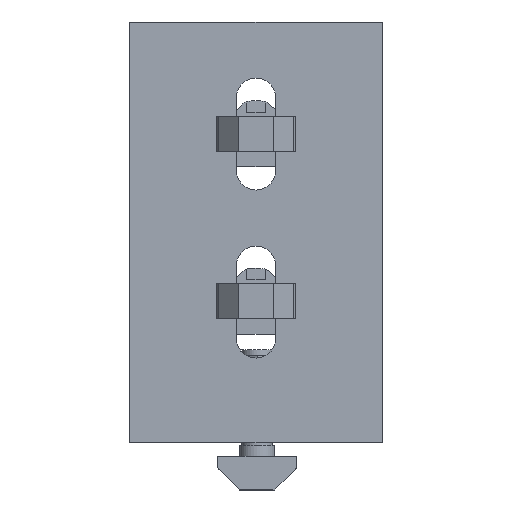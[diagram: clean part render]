
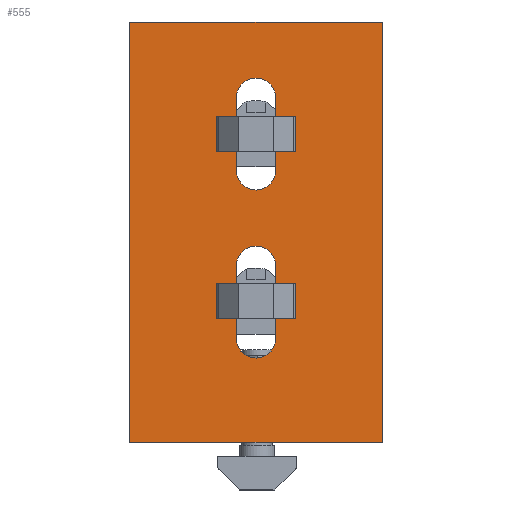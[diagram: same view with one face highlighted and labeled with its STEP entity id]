
A CAD part, front view. The second image highlights one B-rep face of the part: STEP entity #555.
In plain terms, the highlighted planar face has unit normal (0, -1, 0).
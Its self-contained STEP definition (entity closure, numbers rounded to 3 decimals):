
#6 = EDGE_CURVE ( 'NONE', #229, #2637, #2832, .T. ) ;
#19 = CARTESIAN_POINT ( 'NONE',  ( -45., 0., 0. ) ) ;
#23 = DIRECTION ( 'NONE',  ( 0., 0., -1. ) ) ;
#45 = DIRECTION ( 'NONE',  ( 0., 1., 0. ) ) ;
#56 = VERTEX_POINT ( 'NONE', #1679 ) ;
#87 = EDGE_CURVE ( 'NONE', #576, #1083, #97, .T. ) ;
#97 = CIRCLE ( 'NONE', #451, 7. ) ;
#133 = ORIENTED_EDGE ( 'NONE', *, *, #2663, .T. ) ;
#135 = EDGE_CURVE ( 'NONE', #776, #992, #894, .T. ) ;
#139 = EDGE_CURVE ( 'NONE', #261, #1539, #1500, .T. ) ;
#154 = CARTESIAN_POINT ( 'NONE',  ( 0., 0., 63. ) ) ;
#171 = CIRCLE ( 'NONE', #1724, 7. ) ;
#227 = CARTESIAN_POINT ( 'NONE',  ( -7., 0., 97. ) ) ;
#228 = VERTEX_POINT ( 'NONE', #1019 ) ;
#229 = VERTEX_POINT ( 'NONE', #2128 ) ;
#234 = VERTEX_POINT ( 'NONE', #2106 ) ;
#261 = VERTEX_POINT ( 'NONE', #1919 ) ;
#272 = DIRECTION ( 'NONE',  ( 0., 0., -1. ) ) ;
#321 = VECTOR ( 'NONE', #769, 1000. ) ;
#353 = CARTESIAN_POINT ( 'NONE',  ( 45., 0., 150. ) ) ;
#383 = CARTESIAN_POINT ( 'NONE',  ( -7., 0., 123. ) ) ;
#391 = ORIENTED_EDGE ( 'NONE', *, *, #139, .T. ) ;
#413 = DIRECTION ( 'NONE',  ( 0., 1., 0. ) ) ;
#451 = AXIS2_PLACEMENT_3D ( 'NONE', #1935, #1230, #2552 ) ;
#457 = LINE ( 'NONE', #2715, #1200 ) ;
#498 = ORIENTED_EDGE ( 'NONE', *, *, #2270, .T. ) ;
#502 = CARTESIAN_POINT ( 'NONE',  ( 7., 0., 123. ) ) ;
#526 = LINE ( 'NONE', #502, #2908 ) ;
#533 = CIRCLE ( 'NONE', #1804, 7. ) ;
#555 = ADVANCED_FACE ( 'NONE', ( #807, #2600, #2396 ), #2178, .T. ) ;
#576 = VERTEX_POINT ( 'NONE', #1017 ) ;
#584 = VECTOR ( 'NONE', #2257, 1000. ) ;
#616 = ORIENTED_EDGE ( 'NONE', *, *, #2484, .F. ) ;
#677 = CARTESIAN_POINT ( 'NONE',  ( 0., 0., 123. ) ) ;
#687 = CARTESIAN_POINT ( 'NONE',  ( 0., 0., 37. ) ) ;
#703 = CARTESIAN_POINT ( 'NONE',  ( 0., 0., 37. ) ) ;
#706 = ORIENTED_EDGE ( 'NONE', *, *, #2522, .T. ) ;
#769 = DIRECTION ( 'NONE',  ( 0., 0., 1. ) ) ;
#776 = VERTEX_POINT ( 'NONE', #353 ) ;
#807 = FACE_BOUND ( 'NONE', #979, .T. ) ;
#853 = CARTESIAN_POINT ( 'NONE',  ( 0., 0., 30. ) ) ;
#878 = EDGE_LOOP ( 'NONE', ( #1980, #1103, #616, #133 ) ) ;
#891 = LINE ( 'NONE', #2709, #1520 ) ;
#893 = CARTESIAN_POINT ( 'NONE',  ( -7., 0., 97. ) ) ;
#894 = LINE ( 'NONE', #2711, #2122 ) ;
#898 = DIRECTION ( 'NONE',  ( 0., 0., -1. ) ) ;
#900 = EDGE_CURVE ( 'NONE', #1340, #261, #457, .T. ) ;
#910 = EDGE_CURVE ( 'NONE', #2625, #228, #533, .T. ) ;
#978 = CARTESIAN_POINT ( 'NONE',  ( -45., 0., 0. ) ) ;
#979 = EDGE_LOOP ( 'NONE', ( #2494, #1532, #1307, #391, #2017 ) ) ;
#987 = DIRECTION ( 'NONE',  ( 0., 0., -1. ) ) ;
#992 = VERTEX_POINT ( 'NONE', #2283 ) ;
#1000 = DIRECTION ( 'NONE',  ( 0., 0., 1. ) ) ;
#1017 = CARTESIAN_POINT ( 'NONE',  ( 0., 0., 90. ) ) ;
#1019 = CARTESIAN_POINT ( 'NONE',  ( 7., 0., 123. ) ) ;
#1065 = DIRECTION ( 'NONE',  ( 0., 0., -1. ) ) ;
#1083 = VERTEX_POINT ( 'NONE', #893 ) ;
#1103 = ORIENTED_EDGE ( 'NONE', *, *, #2703, .T. ) ;
#1110 = EDGE_CURVE ( 'NONE', #234, #576, #171, .T. ) ;
#1126 = EDGE_CURVE ( 'NONE', #1539, #229, #1956, .T. ) ;
#1132 = DIRECTION ( 'NONE',  ( 0., 0., 1. ) ) ;
#1200 = VECTOR ( 'NONE', #898, 1000. ) ;
#1203 = AXIS2_PLACEMENT_3D ( 'NONE', #154, #1918, #1065 ) ;
#1230 = DIRECTION ( 'NONE',  ( 0., 1., 0. ) ) ;
#1242 = EDGE_LOOP ( 'NONE', ( #498, #1618, #706, #1706, #1730 ) ) ;
#1307 = ORIENTED_EDGE ( 'NONE', *, *, #900, .T. ) ;
#1340 = VERTEX_POINT ( 'NONE', #1712 ) ;
#1350 = DIRECTION ( 'NONE',  ( 0., 0., -1. ) ) ;
#1364 = DIRECTION ( 'NONE',  ( 0., 1., 0. ) ) ;
#1378 = EDGE_CURVE ( 'NONE', #2637, #1340, #2868, .T. ) ;
#1401 = DIRECTION ( 'NONE',  ( 0., 0., -1. ) ) ;
#1500 = CIRCLE ( 'NONE', #2213, 7. ) ;
#1520 = VECTOR ( 'NONE', #1581, 1000. ) ;
#1532 = ORIENTED_EDGE ( 'NONE', *, *, #1378, .T. ) ;
#1539 = VERTEX_POINT ( 'NONE', #853 ) ;
#1559 = AXIS2_PLACEMENT_3D ( 'NONE', #1575, #2452, #2896 ) ;
#1575 = CARTESIAN_POINT ( 'NONE',  ( 45., 0., 150. ) ) ;
#1581 = DIRECTION ( 'NONE',  ( -1., 0., 0. ) ) ;
#1618 = ORIENTED_EDGE ( 'NONE', *, *, #910, .T. ) ;
#1679 = CARTESIAN_POINT ( 'NONE',  ( -45., 0., 150. ) ) ;
#1706 = ORIENTED_EDGE ( 'NONE', *, *, #1110, .T. ) ;
#1712 = CARTESIAN_POINT ( 'NONE',  ( 7., 0., 63. ) ) ;
#1713 = CARTESIAN_POINT ( 'NONE',  ( -7., 0., 63. ) ) ;
#1724 = AXIS2_PLACEMENT_3D ( 'NONE', #2018, #2490, #1350 ) ;
#1730 = ORIENTED_EDGE ( 'NONE', *, *, #87, .T. ) ;
#1794 = LINE ( 'NONE', #227, #1994 ) ;
#1804 = AXIS2_PLACEMENT_3D ( 'NONE', #677, #45, #1833 ) ;
#1809 = LINE ( 'NONE', #19, #584 ) ;
#1833 = DIRECTION ( 'NONE',  ( 0., 0., -1. ) ) ;
#1918 = DIRECTION ( 'NONE',  ( 0., 1., 0. ) ) ;
#1919 = CARTESIAN_POINT ( 'NONE',  ( 7., 0., 37. ) ) ;
#1935 = CARTESIAN_POINT ( 'NONE',  ( 0., 0., 97. ) ) ;
#1956 = CIRCLE ( 'NONE', #2103, 7. ) ;
#1980 = ORIENTED_EDGE ( 'NONE', *, *, #135, .F. ) ;
#1994 = VECTOR ( 'NONE', #1132, 1000. ) ;
#1997 = VECTOR ( 'NONE', #1000, 1000. ) ;
#2017 = ORIENTED_EDGE ( 'NONE', *, *, #1126, .T. ) ;
#2018 = CARTESIAN_POINT ( 'NONE',  ( 0., 0., 97. ) ) ;
#2103 = AXIS2_PLACEMENT_3D ( 'NONE', #703, #413, #987 ) ;
#2106 = CARTESIAN_POINT ( 'NONE',  ( 7., 0., 97. ) ) ;
#2122 = VECTOR ( 'NONE', #23, 1000. ) ;
#2128 = CARTESIAN_POINT ( 'NONE',  ( -7., 0., 37. ) ) ;
#2178 = PLANE ( 'NONE',  #1559 ) ;
#2213 = AXIS2_PLACEMENT_3D ( 'NONE', #687, #1364, #272 ) ;
#2257 = DIRECTION ( 'NONE',  ( 1., 0., 0. ) ) ;
#2270 = EDGE_CURVE ( 'NONE', #1083, #2625, #1794, .T. ) ;
#2279 = VERTEX_POINT ( 'NONE', #2920 ) ;
#2283 = CARTESIAN_POINT ( 'NONE',  ( 45., 0., 0. ) ) ;
#2396 = FACE_OUTER_BOUND ( 'NONE', #878, .T. ) ;
#2452 = DIRECTION ( 'NONE',  ( 0., -1., 0. ) ) ;
#2484 = EDGE_CURVE ( 'NONE', #2279, #56, #2570, .T. ) ;
#2490 = DIRECTION ( 'NONE',  ( 0., 1., 0. ) ) ;
#2494 = ORIENTED_EDGE ( 'NONE', *, *, #6, .T. ) ;
#2522 = EDGE_CURVE ( 'NONE', #228, #234, #526, .T. ) ;
#2552 = DIRECTION ( 'NONE',  ( 0., 0., -1. ) ) ;
#2570 = LINE ( 'NONE', #978, #1997 ) ;
#2573 = CARTESIAN_POINT ( 'NONE',  ( -7., 0., 37. ) ) ;
#2600 = FACE_BOUND ( 'NONE', #1242, .T. ) ;
#2625 = VERTEX_POINT ( 'NONE', #383 ) ;
#2637 = VERTEX_POINT ( 'NONE', #1713 ) ;
#2663 = EDGE_CURVE ( 'NONE', #2279, #992, #1809, .T. ) ;
#2703 = EDGE_CURVE ( 'NONE', #776, #56, #891, .T. ) ;
#2709 = CARTESIAN_POINT ( 'NONE',  ( 45., 0., 150. ) ) ;
#2711 = CARTESIAN_POINT ( 'NONE',  ( 45., 0., 150. ) ) ;
#2715 = CARTESIAN_POINT ( 'NONE',  ( 7., 0., 63. ) ) ;
#2832 = LINE ( 'NONE', #2573, #321 ) ;
#2868 = CIRCLE ( 'NONE', #1203, 7. ) ;
#2896 = DIRECTION ( 'NONE',  ( -1., 0., 0. ) ) ;
#2908 = VECTOR ( 'NONE', #1401, 1000. ) ;
#2920 = CARTESIAN_POINT ( 'NONE',  ( -45., 0., 0. ) ) ;
